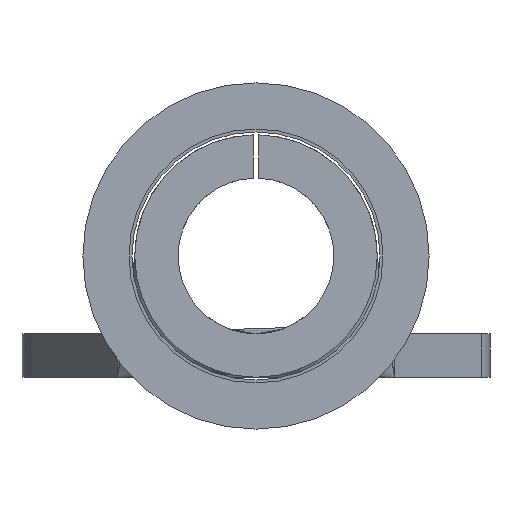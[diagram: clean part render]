
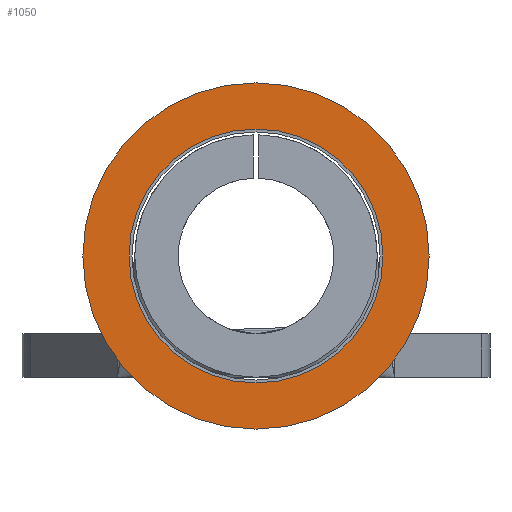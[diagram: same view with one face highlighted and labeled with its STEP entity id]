
A CAD part, front view. The second image highlights one B-rep face of the part: STEP entity #1050.
In plain terms, the highlighted planar face has unit normal (0, -1, 0).
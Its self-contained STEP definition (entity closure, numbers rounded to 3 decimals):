
#29 = CIRCLE ( 'NONE', #660, 2.2 ) ;
#56 = AXIS2_PLACEMENT_3D ( 'NONE', #701, #187, #1623 ) ;
#95 = CARTESIAN_POINT ( 'NONE',  ( 0., -18.375, 1.725 ) ) ;
#122 = CIRCLE ( 'NONE', #965, 3. ) ;
#133 = ORIENTED_EDGE ( 'NONE', *, *, #421, .F. ) ;
#187 = DIRECTION ( 'NONE',  ( 0., -1., 0. ) ) ;
#307 = DIRECTION ( 'NONE',  ( 0., 1., 0. ) ) ;
#421 = EDGE_CURVE ( 'NONE', #1351, #600, #122, .T. ) ;
#433 = DIRECTION ( 'NONE',  ( -1., 0., 0. ) ) ;
#594 = DIRECTION ( 'NONE',  ( -1., 0., 0. ) ) ;
#600 = VERTEX_POINT ( 'NONE', #1651 ) ;
#609 = CARTESIAN_POINT ( 'NONE',  ( -3., -18.375, 1.725 ) ) ;
#660 = AXIS2_PLACEMENT_3D ( 'NONE', #95, #860, #1007 ) ;
#682 = ORIENTED_EDGE ( 'NONE', *, *, #1154, .F. ) ;
#696 = CARTESIAN_POINT ( 'NONE',  ( 0., -18.375, 1.725 ) ) ;
#701 = CARTESIAN_POINT ( 'NONE',  ( -3., -18.375, 1.725 ) ) ;
#704 = ORIENTED_EDGE ( 'NONE', *, *, #963, .T. ) ;
#729 = FACE_BOUND ( 'NONE', #827, .T. ) ;
#827 = EDGE_LOOP ( 'NONE', ( #1187, #704 ) ) ;
#835 = PLANE ( 'NONE',  #56 ) ;
#847 = DIRECTION ( 'NONE',  ( 0., 1., 0. ) ) ;
#860 = DIRECTION ( 'NONE',  ( 0., 1., 0. ) ) ;
#895 = VERTEX_POINT ( 'NONE', #1319 ) ;
#932 = EDGE_LOOP ( 'NONE', ( #133, #682 ) ) ;
#963 = EDGE_CURVE ( 'NONE', #895, #1505, #1023, .T. ) ;
#965 = AXIS2_PLACEMENT_3D ( 'NONE', #1101, #307, #594 ) ;
#1000 = FACE_OUTER_BOUND ( 'NONE', #932, .T. ) ;
#1007 = DIRECTION ( 'NONE',  ( -1., 0., 0. ) ) ;
#1023 = CIRCLE ( 'NONE', #1301, 2.2 ) ;
#1050 = ADVANCED_FACE ( 'NONE', ( #729, #1000 ), #835, .T. ) ;
#1078 = DIRECTION ( 'NONE',  ( 0., 1., 0. ) ) ;
#1101 = CARTESIAN_POINT ( 'NONE',  ( 0., -18.375, 1.725 ) ) ;
#1154 = EDGE_CURVE ( 'NONE', #600, #1351, #1558, .T. ) ;
#1187 = ORIENTED_EDGE ( 'NONE', *, *, #1366, .T. ) ;
#1301 = AXIS2_PLACEMENT_3D ( 'NONE', #1606, #1078, #433 ) ;
#1319 = CARTESIAN_POINT ( 'NONE',  ( 2.2, -18.375, 1.725 ) ) ;
#1351 = VERTEX_POINT ( 'NONE', #609 ) ;
#1366 = EDGE_CURVE ( 'NONE', #1505, #895, #29, .T. ) ;
#1499 = DIRECTION ( 'NONE',  ( -1., 0., 0. ) ) ;
#1505 = VERTEX_POINT ( 'NONE', #1540 ) ;
#1540 = CARTESIAN_POINT ( 'NONE',  ( -2.2, -18.375, 1.725 ) ) ;
#1558 = CIRCLE ( 'NONE', #1629, 3. ) ;
#1606 = CARTESIAN_POINT ( 'NONE',  ( 0., -18.375, 1.725 ) ) ;
#1623 = DIRECTION ( 'NONE',  ( 1., 0., 0. ) ) ;
#1629 = AXIS2_PLACEMENT_3D ( 'NONE', #696, #847, #1499 ) ;
#1651 = CARTESIAN_POINT ( 'NONE',  ( 3., -18.375, 1.725 ) ) ;
